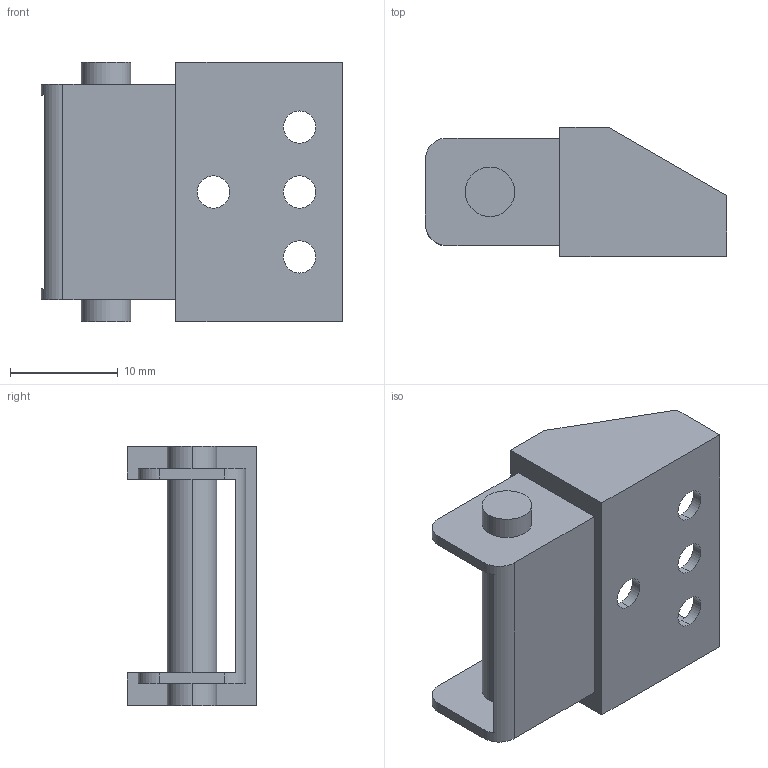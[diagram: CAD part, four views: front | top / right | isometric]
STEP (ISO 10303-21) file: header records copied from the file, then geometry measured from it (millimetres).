
FILE_DESCRIPTION (( 'STEP AP203' ), '1' );
FILE_NAME ('e-chain cable carrier mounting bracket 050-20-12_end2.STEP', '2018-12-26T16:09:57', ( 'DASSAULT SYSTEMES' ), ( 'DASSAULT SYSTEMES' ), 'SwSTEP 2.0', 'SolidWorks 2018', '' );
FILE_SCHEMA (( 'CONFIG_CONTROL_DESIGN' ));
Length unit declared in the file: millimetre
Products named in the file (1): e-chain cable carrier mounting bracket 050-20-12_end2
Bounding box: 28 x 12 x 24.13 mm (x, y, z)
Volume: 1505.8 mm3; surface area: 2742 mm2
Topology: 1 solids, 1 shells, 42 faces, 114 edges, 76 vertices
Faces by surface type: plane 25, cylinder 17
Entity records: 1431 total; most frequent: DIRECTION 236, CARTESIAN_POINT 233, ORIENTED_EDGE 228, EDGE_CURVE 114, AXIS2_PLACEMENT_3D 79, LINE 78, VECTOR 78, VERTEX_POINT 76
